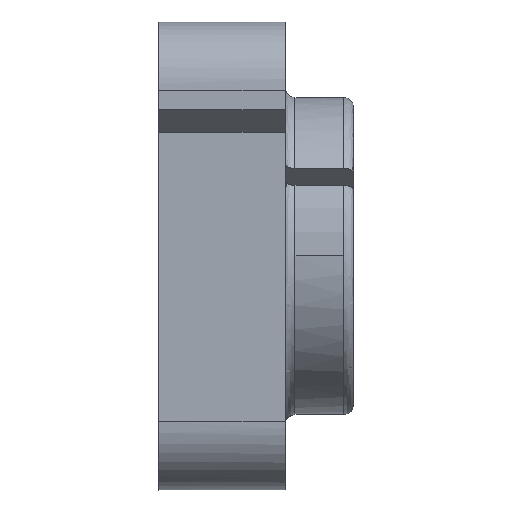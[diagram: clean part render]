
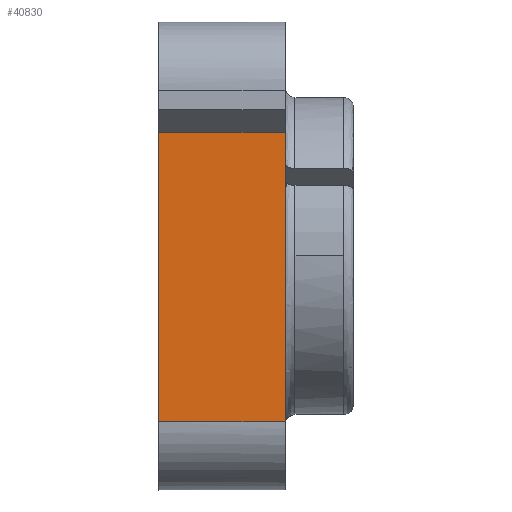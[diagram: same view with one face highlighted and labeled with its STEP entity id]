
A CAD part, front view. The second image highlights one B-rep face of the part: STEP entity #40830.
In plain terms, the highlighted free-form (B-spline) face has degree [1, 1] with [2, 2] control points.
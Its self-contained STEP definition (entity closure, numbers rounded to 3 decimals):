
#40480 = CARTESIAN_POINT ('', (0., -48., -34.));
#40490 = VERTEX_POINT ('', #40480);
#40500 = CARTESIAN_POINT ('', (26., -48., -34.));
#40510 = VERTEX_POINT ('', #40500);
#40520 = CARTESIAN_POINT ('', (0., -48., -34.));
#40530 = CARTESIAN_POINT ('', (26., -48., -34.));
#40540 = B_SPLINE_CURVE_WITH_KNOTS ('', 1, (#40520, #40530), .UNSPECIFIED., .F., .U., (2, 2), (0., 1.), .UNSPECIFIED.);
#40550 = EDGE_CURVE ('', #40490, #40510, #40540, .T.);
#40560 = ORIENTED_EDGE ('', *, *, #40550, .T.);
#40570 = CARTESIAN_POINT ('', (26., -48., 25.403));
#40580 = VERTEX_POINT ('', #40570);
#40590 = CARTESIAN_POINT ('', (26., -48., -34.));
#40600 = CARTESIAN_POINT ('', (26., -48., 25.403));
#40610 = B_SPLINE_CURVE_WITH_KNOTS ('', 1, (#40590, #40600), .UNSPECIFIED., .F., .U., (2, 2), (0., 1.), .UNSPECIFIED.);
#40620 = EDGE_CURVE ('', #40510, #40580, #40610, .T.);
#40630 = ORIENTED_EDGE ('', *, *, #40620, .T.);
#40640 = CARTESIAN_POINT ('', (0., -48., 25.403));
#40650 = VERTEX_POINT ('', #40640);
#40660 = CARTESIAN_POINT ('', (26., -48., 25.403));
#40670 = CARTESIAN_POINT ('', (0., -48., 25.403));
#40680 = B_SPLINE_CURVE_WITH_KNOTS ('', 1, (#40660, #40670), .UNSPECIFIED., .F., .U., (2, 2), (0., 1.), .UNSPECIFIED.);
#40690 = EDGE_CURVE ('', #40580, #40650, #40680, .T.);
#40700 = ORIENTED_EDGE ('', *, *, #40690, .T.);
#40710 = CARTESIAN_POINT ('', (0., -48., 25.403));
#40720 = CARTESIAN_POINT ('', (0., -48., -34.));
#40730 = B_SPLINE_CURVE_WITH_KNOTS ('', 1, (#40710, #40720), .UNSPECIFIED., .F., .U., (2, 2), (0., 1.), .UNSPECIFIED.);
#40740 = EDGE_CURVE ('', #40650, #40490, #40730, .T.);
#40750 = ORIENTED_EDGE ('', *, *, #40740, .T.);
#40760 = EDGE_LOOP ('', (#40560, #40630, #40700, #40750));
#40770 = FACE_OUTER_BOUND ('', #40760, .T.);
#40780 = CARTESIAN_POINT ('', (26., -48., -34.));
#40790 = CARTESIAN_POINT ('', (0., -48., -34.));
#40800 = CARTESIAN_POINT ('', (26., -48., 25.403));
#40810 = CARTESIAN_POINT ('', (0., -48., 25.403));
#40820 = B_SPLINE_SURFACE_WITH_KNOTS ('', 1, 1, ((#40780, #40790), (#40800, #40810)), .UNSPECIFIED., .F., .F., .U., (2, 2), (2, 2), (0., 1.), (0., 1.), .UNSPECIFIED.);
#40830 = ADVANCED_FACE ('', (#40770), #40820, .T.);
